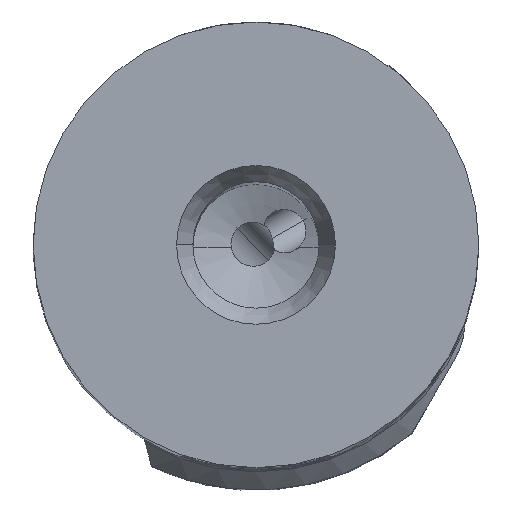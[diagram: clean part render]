
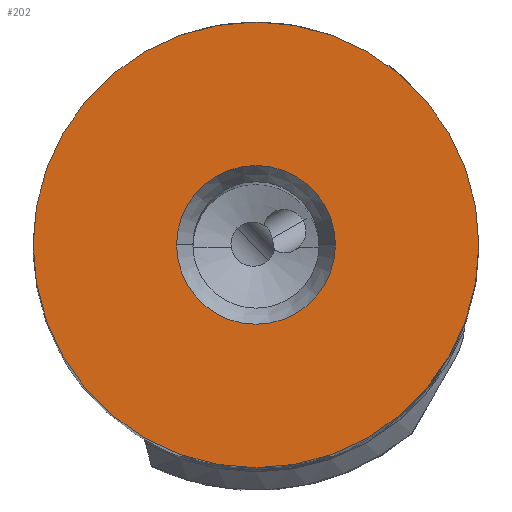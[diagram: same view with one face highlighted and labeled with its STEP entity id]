
A CAD part, top view. The second image highlights one B-rep face of the part: STEP entity #202.
In plain terms, the highlighted planar face has unit normal (0, 0, 1).
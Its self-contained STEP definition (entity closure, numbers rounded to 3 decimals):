
#114=PLANE('',#2269);
#146=FACE_BOUND('',#483,.T.);
#147=FACE_BOUND('',#484,.T.);
#202=ADVANCED_FACE('',(#146,#147),#114,.T.);
#483=EDGE_LOOP('',(#1237,#1238));
#484=EDGE_LOOP('',(#1239,#1240));
#1237=ORIENTED_EDGE('',*,*,#1932,.F.);
#1238=ORIENTED_EDGE('',*,*,#1933,.F.);
#1239=ORIENTED_EDGE('',*,*,#1931,.F.);
#1240=ORIENTED_EDGE('',*,*,#1934,.F.);
#1674=VERTEX_POINT('',#4170);
#1675=VERTEX_POINT('',#4172);
#1676=VERTEX_POINT('',#4176);
#1677=VERTEX_POINT('',#4177);
#1931=EDGE_CURVE('',#1675,#1674,#2094,.T.);
#1932=EDGE_CURVE('',#1676,#1677,#2095,.T.);
#1933=EDGE_CURVE('',#1677,#1676,#2096,.T.);
#1934=EDGE_CURVE('',#1674,#1675,#2097,.T.);
#2094=CIRCLE('',#2264,5.655);
#2095=CIRCLE('',#2266,15.875);
#2096=CIRCLE('',#2267,15.875);
#2097=CIRCLE('',#2268,5.655);
#2264=AXIS2_PLACEMENT_3D('',#4173,#2704,#2705);
#2266=AXIS2_PLACEMENT_3D('',#4175,#2708,#2709);
#2267=AXIS2_PLACEMENT_3D('',#4178,#2710,#2711);
#2268=AXIS2_PLACEMENT_3D('',#4179,#2712,#2713);
#2269=AXIS2_PLACEMENT_3D('',#4180,#2714,#2715);
#2704=DIRECTION('',(0.,0.,1.));
#2705=DIRECTION('',(1.,0.,0.));
#2708=DIRECTION('',(0.,0.,-1.));
#2709=DIRECTION('',(-1.,0.,0.));
#2710=DIRECTION('',(0.,0.,-1.));
#2711=DIRECTION('',(1.,0.,0.));
#2712=DIRECTION('',(0.,0.,1.));
#2713=DIRECTION('',(-1.,0.,0.));
#2714=DIRECTION('',(0.,0.,1.));
#2715=DIRECTION('',(1.,0.,0.));
#4170=CARTESIAN_POINT('',(-5.655,0.,0.));
#4172=CARTESIAN_POINT('',(5.655,0.,0.));
#4173=CARTESIAN_POINT('',(0.,0.,0.));
#4175=CARTESIAN_POINT('',(0.,0.,0.));
#4176=CARTESIAN_POINT('',(-15.875,0.,0.));
#4177=CARTESIAN_POINT('',(15.875,0.,0.));
#4178=CARTESIAN_POINT('',(0.,0.,0.));
#4179=CARTESIAN_POINT('',(0.,0.,0.));
#4180=CARTESIAN_POINT('',(0.,0.,0.));
